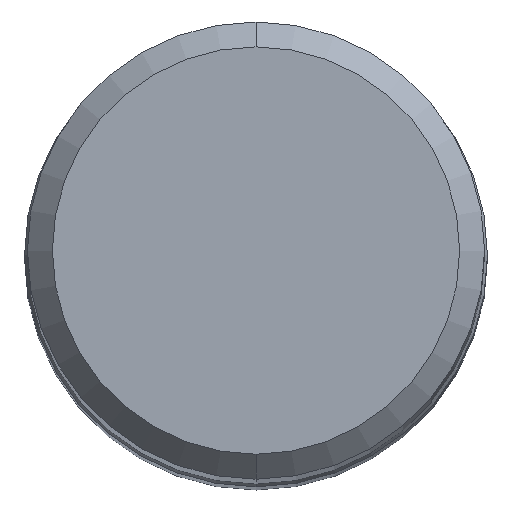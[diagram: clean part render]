
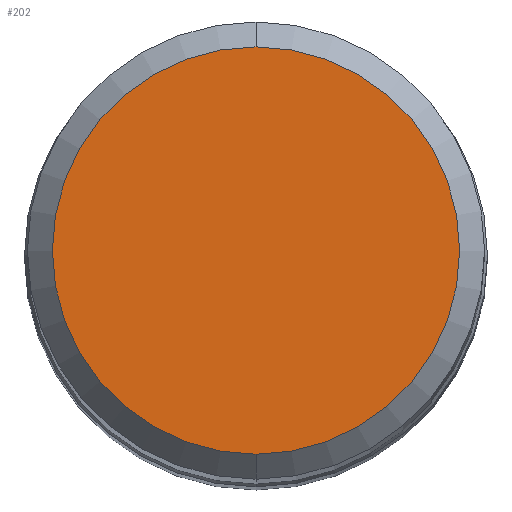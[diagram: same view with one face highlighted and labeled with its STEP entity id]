
A CAD part, top view. The second image highlights one B-rep face of the part: STEP entity #202.
In plain terms, the highlighted planar face has unit normal (0, 0, 1).
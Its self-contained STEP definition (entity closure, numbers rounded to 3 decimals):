
#152=EDGE_CURVE('',#272,#264,#358,.T.);
#200=EDGE_CURVE('',#264,#272,#413,.T.);
#202=ADVANCED_FACE('',(#415),#416,.T.);
#264=VERTEX_POINT('',#487);
#272=VERTEX_POINT('',#495);
#358=CIRCLE('',#586,4.9);
#413=CIRCLE('',#661,4.9);
#415=FACE_OUTER_BOUND('',#663,.T.);
#416=PLANE('',#664);
#487=CARTESIAN_POINT('',(0.0,4.9,61.19));
#495=CARTESIAN_POINT('',(0.,-4.9,61.19));
#586=AXIS2_PLACEMENT_3D('',#849,#850,#851);
#661=AXIS2_PLACEMENT_3D('',#927,#928,#929);
#663=EDGE_LOOP('',(#931,#932));
#664=AXIS2_PLACEMENT_3D('',#933,#934,#935);
#849=CARTESIAN_POINT('',(0.0,0.0,61.19));
#850=DIRECTION('',(0.0,0.0,-1.0));
#851=DIRECTION('',(0.0,1.0,0.0));
#927=CARTESIAN_POINT('',(0.0,0.0,61.19));
#928=DIRECTION('',(0.0,0.0,-1.0));
#929=DIRECTION('',(0.0,1.0,0.0));
#931=ORIENTED_EDGE('',*,*,#200,.F.);
#932=ORIENTED_EDGE('',*,*,#152,.F.);
#933=CARTESIAN_POINT('',(0.0,2.45,61.19));
#934=DIRECTION('',(-0.0,0.0,1.0));
#935=DIRECTION('',(0.0,-1.0,0.0));
